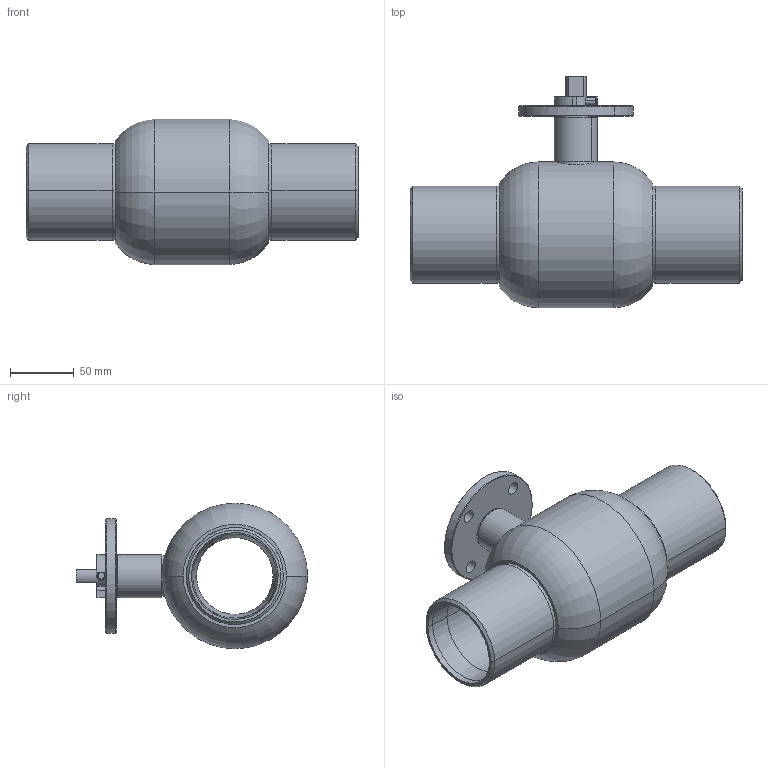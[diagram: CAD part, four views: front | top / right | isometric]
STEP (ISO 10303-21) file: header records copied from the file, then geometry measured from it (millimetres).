
FILE_DESCRIPTION (( 'STEP AP214' ), '1' );
FILE_NAME ('DN65Çò·§PN25.STEP', '2024-03-31T07:42:10', ( '' ), ( '' ), 'SwSTEP 2.0', 'SolidWorks 2019', '' );
FILE_SCHEMA (( 'AUTOMOTIVE_DESIGN' ));
Length unit declared in the file: millimetre
Products named in the file (7): Q61F-65-16詩种; DN65概极; 65攫; Q61F-65-5粣杶; 65概裝; DN65球阀PN25; 65Q61F16C-02
Assembly tree (7 placements, depth 2):
  DN65球阀PN25
    DN65概极
    65Q61F16C-02  x2
    Q61F-65-5粣杶
    65概裝
    Q61F-65-16詩种
    65攫
Bounding box: 260 x 181 x 114 mm (x, y, z)
Volume: 494136.7 mm3; surface area: 209991.6 mm2
Topology: 7 solids, 7 shells, 178 faces, 390 edges, 236 vertices
Faces by surface type: cylinder 81, plane 41, torus 26, cone 26, bspline 4
Entity records: 7892 total; most frequent: CARTESIAN_POINT 3857, DIRECTION 800, ORIENTED_EDGE 664, AXIS2_PLACEMENT_3D 341, EDGE_CURVE 332, VERTEX_POINT 204, CIRCLE 186, EDGE_LOOP 178
